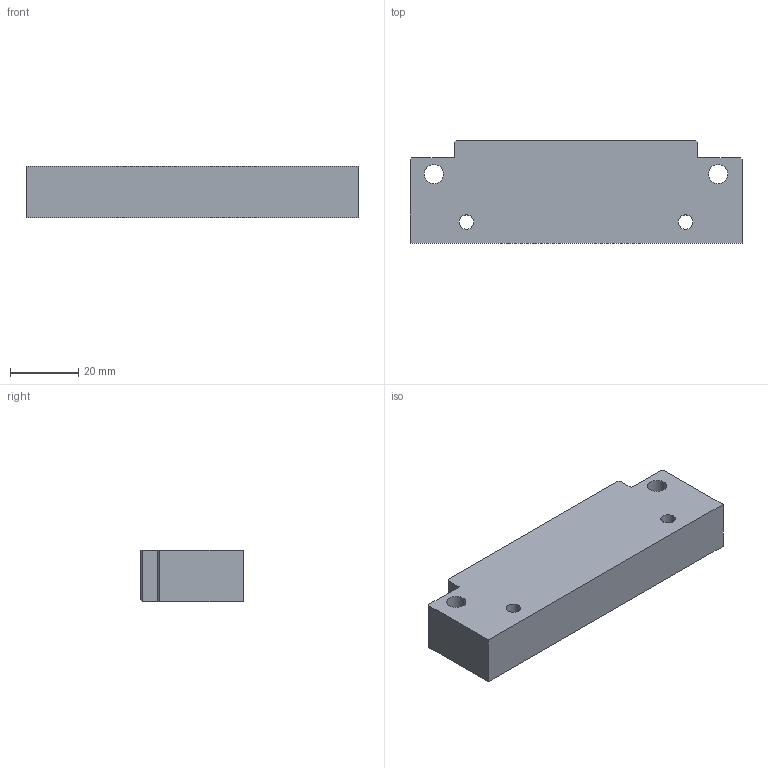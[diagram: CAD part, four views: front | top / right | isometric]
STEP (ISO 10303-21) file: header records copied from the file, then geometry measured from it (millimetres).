
FILE_DESCRIPTION((''),'2;1');
FILE_NAME('TPC1.stp','2003-01-03T03:24:40',('Branislav Petkovic'),('AZ Pneumatica'),'AutoCAD STEP 2000i','AutoCAD 2000i','Via J. F. Kennedy, 26, 20020 Misinto (MI), ITALY');
FILE_SCHEMA(('CONFIG_CONTROL_DESIGN'));
Length unit declared in the file: millimetre
Products named in the file (2): TPC1; PART1
Assembly tree (1 placements, depth 2):
  TPC1
    PART1
Bounding box: 97 x 30 x 15 mm (x, y, z)
Surface area: 10308.7 mm2 (no closed solid volume)
Topology: 0 solids, 1 shells, 32 faces, 79 edges, 52 vertices
Faces by surface type: plane 18, cylinder 14
Entity records: 1080 total; most frequent: DIRECTION 175, CARTESIAN_POINT 165, ORIENTED_EDGE 158, EDGE_CURVE 79, AXIS2_PLACEMENT_3D 62, VERTEX_POINT 52, VECTOR 51, LINE 51
